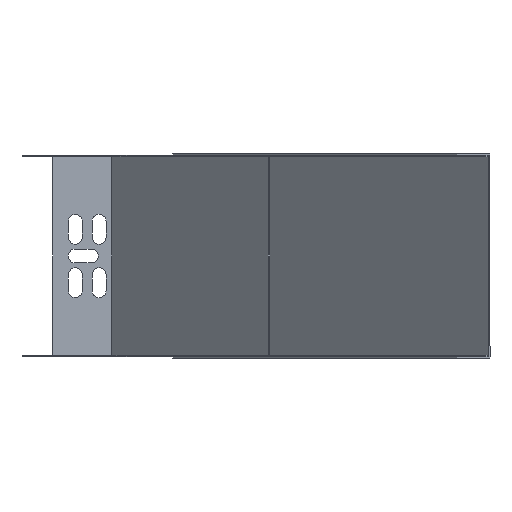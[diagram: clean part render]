
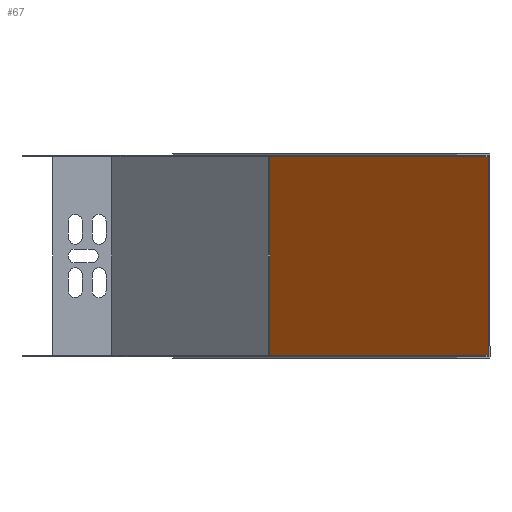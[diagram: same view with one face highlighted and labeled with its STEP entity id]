
A CAD part, front view. The second image highlights one B-rep face of the part: STEP entity #67.
In plain terms, the highlighted planar face has unit normal (-0.707, -0.707, 0).
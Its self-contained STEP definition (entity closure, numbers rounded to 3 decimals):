
#62 = CARTESIAN_POINT ( 'NONE',  ( -4.371, 110.879, 70.029 ) ) ;
#67 = ADVANCED_FACE ( 'NONE', ( #3951 ), #4308, .T. ) ;
#329 = DIRECTION ( 'NONE',  ( -0.707, 0.707, 0. ) ) ;
#927 = VECTOR ( 'NONE', #3910, 1000. ) ;
#934 = LINE ( 'NONE', #3902, #927 ) ;
#1135 = CARTESIAN_POINT ( 'NONE',  ( 139.172, -32.663, 70.029 ) ) ;
#1664 = EDGE_CURVE ( 'NONE', #3537, #2491, #5996, .T. ) ;
#2020 = LINE ( 'NONE', #1135, #2026 ) ;
#2026 = VECTOR ( 'NONE', #329, 1000. ) ;
#2113 = EDGE_CURVE ( 'NONE', #3537, #3696, #4574, .T. ) ;
#2143 = DIRECTION ( 'NONE',  ( 0., 0., -1. ) ) ;
#2238 = CARTESIAN_POINT ( 'NONE',  ( -4.371, 110.879, 70.029 ) ) ;
#2491 = VERTEX_POINT ( 'NONE', #62 ) ;
#3188 = EDGE_CURVE ( 'NONE', #4085, #2491, #2020, .T. ) ;
#3509 = EDGE_LOOP ( 'NONE', ( #4336, #4735, #4341, #4730 ) ) ;
#3537 = VERTEX_POINT ( 'NONE', #5995 ) ;
#3696 = VERTEX_POINT ( 'NONE', #5611 ) ;
#3902 = CARTESIAN_POINT ( 'NONE',  ( 139.172, -32.663, 70.029 ) ) ;
#3910 = DIRECTION ( 'NONE',  ( 0., 0., 1. ) ) ;
#3951 = FACE_OUTER_BOUND ( 'NONE', #3509, .T. ) ;
#4085 = VERTEX_POINT ( 'NONE', #4611 ) ;
#4308 = PLANE ( 'NONE',  #6269 ) ;
#4336 = ORIENTED_EDGE ( 'NONE', *, *, #3188, .F. ) ;
#4341 = ORIENTED_EDGE ( 'NONE', *, *, #2113, .F. ) ;
#4360 = EDGE_CURVE ( 'NONE', #4085, #3696, #934, .T. ) ;
#4404 = DIRECTION ( 'NONE',  ( 0.707, -0.707, 0. ) ) ;
#4419 = DIRECTION ( 'NONE',  ( -0.707, -0.707, 0. ) ) ;
#4511 = VECTOR ( 'NONE', #4966, 1000. ) ;
#4531 = CARTESIAN_POINT ( 'NONE',  ( 139.172, -32.663, 70.029 ) ) ;
#4574 = LINE ( 'NONE', #4814, #4511 ) ;
#4611 = CARTESIAN_POINT ( 'NONE',  ( 139.172, -32.663, 70.029 ) ) ;
#4730 = ORIENTED_EDGE ( 'NONE', *, *, #1664, .T. ) ;
#4735 = ORIENTED_EDGE ( 'NONE', *, *, #4360, .T. ) ;
#4814 = CARTESIAN_POINT ( 'NONE',  ( -4.371, 110.879, 171.629 ) ) ;
#4966 = DIRECTION ( 'NONE',  ( 0.707, -0.707, 0. ) ) ;
#5611 = CARTESIAN_POINT ( 'NONE',  ( 139.172, -32.663, 171.629 ) ) ;
#5979 = VECTOR ( 'NONE', #2143, 1000. ) ;
#5995 = CARTESIAN_POINT ( 'NONE',  ( -4.371, 110.879, 171.629 ) ) ;
#5996 = LINE ( 'NONE', #2238, #5979 ) ;
#6269 = AXIS2_PLACEMENT_3D ( 'NONE', #4531, #4419, #4404 ) ;
